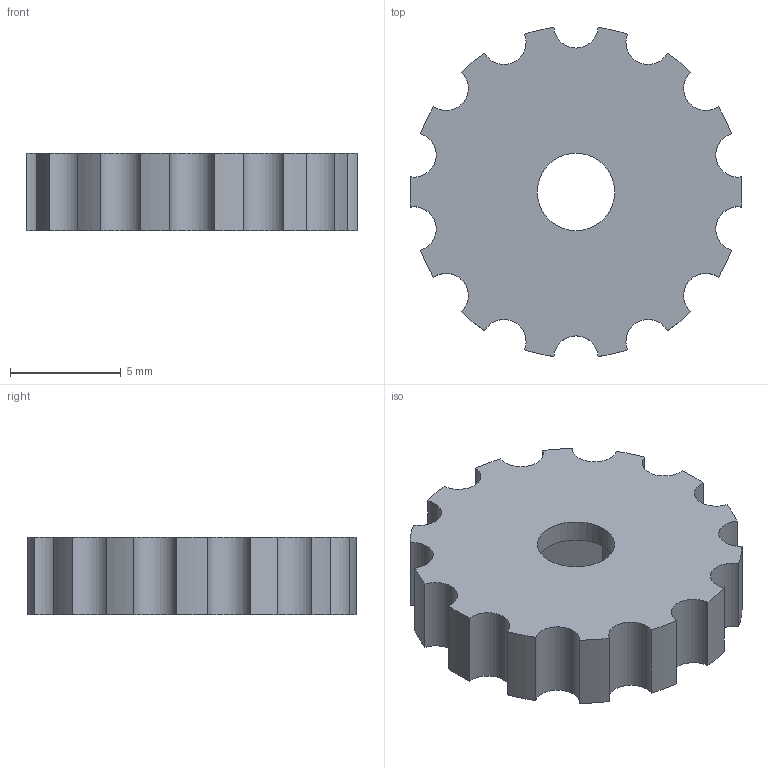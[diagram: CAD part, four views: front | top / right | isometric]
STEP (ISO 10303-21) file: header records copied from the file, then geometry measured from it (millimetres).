
FILE_DESCRIPTION(/* description */ (''),/* implementation_level */ '2;1');
FILE_NAME(/* name */ 'WeightAdjustmentScrew.step',/* time_stamp */ '2022-10-01T14:04:06+02:00',/* author */ (''),/* organization */ (''),/* preprocessor_version */ 'ST-DEVELOPER v19',/* originating_system */ 'Autodesk Translation Framework v11.7.0.108',/* authorisation */ '');
FILE_SCHEMA (('AUTOMOTIVE_DESIGN { 1 0 10303 214 3 1 1 }'));
Length unit declared in the file: millimetre
Products named in the file (1): WeightAdjustmentScrew
Bounding box: 14.99 x 14.87 x 3.5 mm (x, y, z)
Volume: 468.6 mm3; surface area: 564.3 mm2
Topology: 1 solids, 1 shells, 38 faces, 105 edges, 70 vertices
Faces by surface type: cylinder 29, plane 9
Full cylindrical faces by diameter (mm): 3.5 x1
Entity records: 1291 total; most frequent: DIRECTION 241, CARTESIAN_POINT 214, ORIENTED_EDGE 210, EDGE_CURVE 105, AXIS2_PLACEMENT_3D 97, VERTEX_POINT 70, CIRCLE 58, LINE 47
